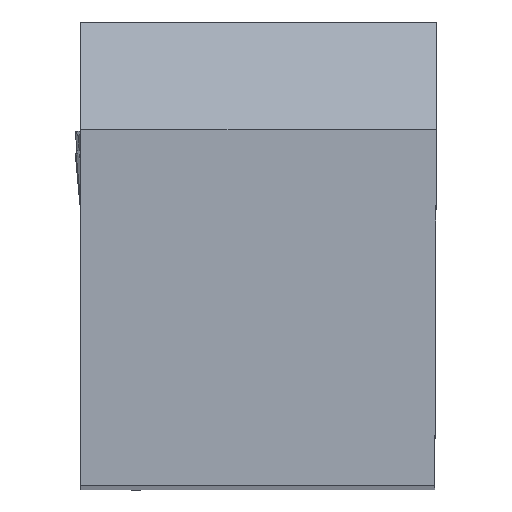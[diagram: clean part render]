
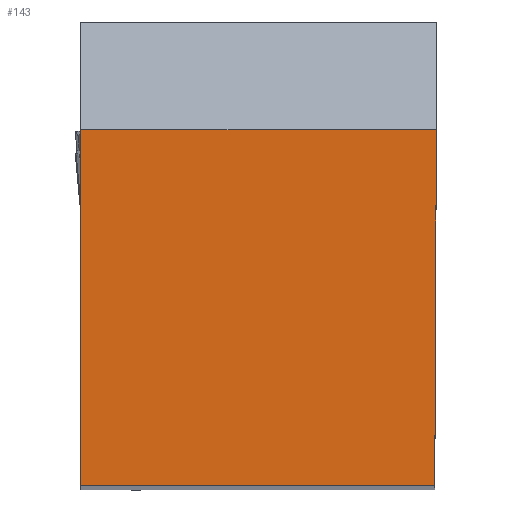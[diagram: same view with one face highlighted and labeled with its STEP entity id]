
A CAD part, top view. The second image highlights one B-rep face of the part: STEP entity #143.
In plain terms, the highlighted planar face has unit normal (0, 0, 1).
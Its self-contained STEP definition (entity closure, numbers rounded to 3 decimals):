
#143=ADVANCED_FACE('BLANK_BOXF006',(#247),#203,.T.);
#203=PLANE('',#1352);
#247=FACE_OUTER_BOUND('',#309,.T.);
#309=EDGE_LOOP('',(#487,#488,#489,#490));
#487=ORIENTED_EDGE('',*,*,#901,.F.);
#488=ORIENTED_EDGE('',*,*,#919,.F.);
#489=ORIENTED_EDGE('',*,*,#862,.F.);
#490=ORIENTED_EDGE('',*,*,#914,.T.);
#749=VERTEX_POINT('',#1701);
#750=VERTEX_POINT('',#1703);
#783=VERTEX_POINT('',#1796);
#784=VERTEX_POINT('',#1798);
#862=EDGE_CURVE('',#749,#750,#1030,.T.);
#901=EDGE_CURVE('',#783,#784,#1062,.T.);
#914=EDGE_CURVE('',#749,#784,#1073,.T.);
#919=EDGE_CURVE('',#750,#783,#1076,.T.);
#1030=LINE('',#1702,#1151);
#1062=LINE('',#1797,#1183);
#1073=LINE('',#1825,#1194);
#1076=LINE('',#1846,#1197);
#1151=VECTOR('',#1413,1.);
#1183=VECTOR('',#1465,1.);
#1194=VECTOR('',#1486,1.);
#1197=VECTOR('',#1499,1.);
#1352=AXIS2_PLACEMENT_3D('',#1847,#1500,#1501);
#1413=DIRECTION('',(0.,1.,0.));
#1465=DIRECTION('',(-0.004,-1.,0.));
#1486=DIRECTION('',(1.,0.,0.));
#1499=DIRECTION('',(1.,0.,0.));
#1500=DIRECTION('',(0.,0.,1.));
#1501=DIRECTION('',(-1.,0.,0.));
#1701=CARTESIAN_POINT('',(-15.9,0.,0.));
#1702=CARTESIAN_POINT('',(-15.9,21.9,0.));
#1703=CARTESIAN_POINT('',(-15.9,15.9,0.));
#1796=CARTESIAN_POINT('',(0.,15.9,0.));
#1797=CARTESIAN_POINT('',(0.027,21.996,0.));
#1798=CARTESIAN_POINT('',(-0.069,0.,0.));
#1825=CARTESIAN_POINT('',(22.,0.,0.));
#1846=CARTESIAN_POINT('',(22.,15.9,0.));
#1847=CARTESIAN_POINT('',(22.,21.9,0.));
